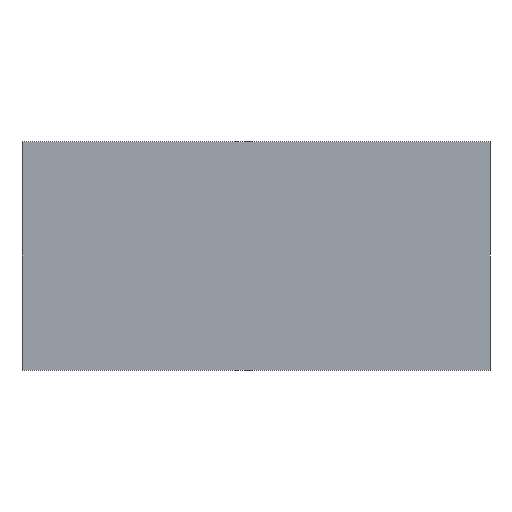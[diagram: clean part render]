
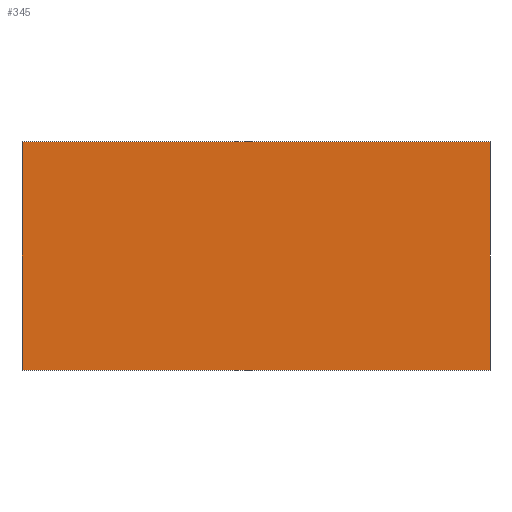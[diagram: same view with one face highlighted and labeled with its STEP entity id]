
A CAD part, front view. The second image highlights one B-rep face of the part: STEP entity #345.
In plain terms, the highlighted planar face has unit normal (0, -1, 0).
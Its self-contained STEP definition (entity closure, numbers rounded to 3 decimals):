
#345=ADVANCED_FACE('',(#587),#589,.F.);
#587=FACE_BOUND('',#588,.T.);
#588=EDGE_LOOP('',(#772,#773,#774,#775));
#589=PLANE('',#590);
#590=AXIS2_PLACEMENT_3D('',#591,#592,#593);
#591=CARTESIAN_POINT('',(0.,0.,0.));
#592=DIRECTION('',(0.,1.,0.));
#593=DIRECTION('',(-1.,0.,0.));
#772=ORIENTED_EDGE('',*,*,#866,.F.);
#773=ORIENTED_EDGE('',*,*,#864,.F.);
#774=ORIENTED_EDGE('',*,*,#862,.F.);
#775=ORIENTED_EDGE('',*,*,#859,.F.);
#859=EDGE_CURVE('',#1006,#1007,#1008,.T.);
#862=EDGE_CURVE('',#1007,#1011,#1012,.T.);
#864=EDGE_CURVE('',#1011,#1014,#1015,.T.);
#866=EDGE_CURVE('',#1014,#1006,#1017,.T.);
#1006=VERTEX_POINT('',#1323);
#1007=VERTEX_POINT('',#1324);
#1008=LINE('',#1325,#1326);
#1011=VERTEX_POINT('',#1334);
#1012=LINE('',#1335,#1336);
#1014=VERTEX_POINT('',#1341);
#1015=LINE('',#1342,#1343);
#1017=LINE('',#1348,#1349);
#1323=CARTESIAN_POINT('',(-6.75,0.,-3.3));
#1324=CARTESIAN_POINT('',(-6.75,0.,3.3));
#1325=CARTESIAN_POINT('',(-6.75,0.,-3.3));
#1326=VECTOR('',#1327,1.);
#1327=DIRECTION('',(0.,0.,1.));
#1334=CARTESIAN_POINT('',(6.75,0.,3.3));
#1335=CARTESIAN_POINT('',(-6.75,0.,3.3));
#1336=VECTOR('',#1337,1.);
#1337=DIRECTION('',(1.,0.,0.));
#1341=CARTESIAN_POINT('',(6.75,0.,-3.3));
#1342=CARTESIAN_POINT('',(6.75,0.,3.3));
#1343=VECTOR('',#1344,1.);
#1344=DIRECTION('',(0.,0.,-1.));
#1348=CARTESIAN_POINT('',(6.75,0.,-3.3));
#1349=VECTOR('',#1350,1.);
#1350=DIRECTION('',(-1.,0.,0.));
